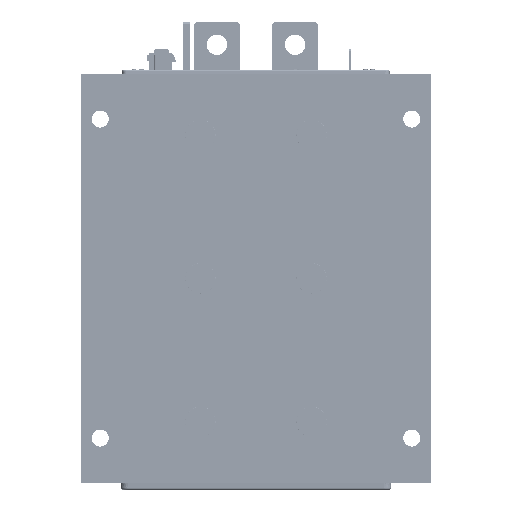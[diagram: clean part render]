
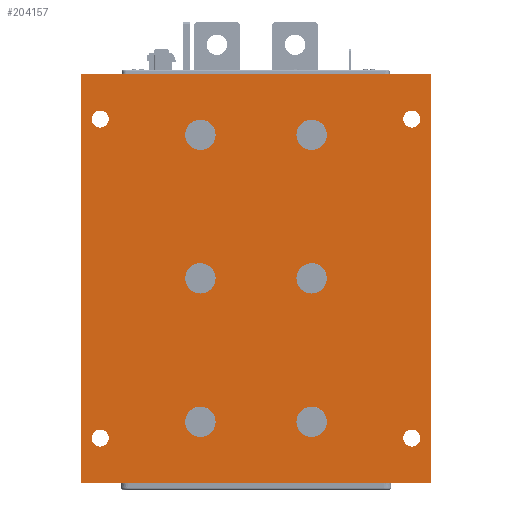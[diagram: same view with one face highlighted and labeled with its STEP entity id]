
A CAD part, front view. The second image highlights one B-rep face of the part: STEP entity #204157.
In plain terms, the highlighted planar face has unit normal (0, -1, 0).
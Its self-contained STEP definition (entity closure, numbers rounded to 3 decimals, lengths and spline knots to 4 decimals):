
#14226=DIRECTION('',(-1.,0.,0.));
#14227=VECTOR('',#14226,5.748);
#14228=CARTESIAN_POINT('',(2.874,0.,-3.3661));
#14229=LINE('',#14228,#14227);
#66261=DIRECTION('',(1.,0.,0.));
#66262=VECTOR('',#66261,5.748);
#66263=CARTESIAN_POINT('',(-2.874,0.,3.3661));
#66264=LINE('',#66263,#66262);
#68208=DIRECTION('',(0.,0.,-1.));
#68209=VECTOR('',#68208,6.7323);
#68210=CARTESIAN_POINT('',(2.874,0.,3.3661));
#68211=LINE('',#68210,#68209);
#68224=CARTESIAN_POINT('',(-2.565,0.,-2.6299));
#68225=DIRECTION('',(0.,-1.,0.));
#68226=DIRECTION('',(1.,0.,0.));
#68227=AXIS2_PLACEMENT_3D('',#68224,#68225,#68226);
#68229=CARTESIAN_POINT('',(-2.565,0.,-2.6299));
#68230=DIRECTION('',(0.,-1.,0.));
#68231=DIRECTION('',(-1.,0.,0.));
#68232=AXIS2_PLACEMENT_3D('',#68229,#68230,#68231);
#68234=CARTESIAN_POINT('',(-2.565,0.,2.622));
#68235=DIRECTION('',(0.,-1.,0.));
#68236=DIRECTION('',(1.,0.,0.));
#68237=AXIS2_PLACEMENT_3D('',#68234,#68235,#68236);
#68239=CARTESIAN_POINT('',(-2.565,0.,2.622));
#68240=DIRECTION('',(0.,-1.,0.));
#68241=DIRECTION('',(-1.,0.,0.));
#68242=AXIS2_PLACEMENT_3D('',#68239,#68240,#68241);
#68244=CARTESIAN_POINT('',(2.565,0.,2.622));
#68245=DIRECTION('',(0.,-1.,0.));
#68246=DIRECTION('',(1.,0.,0.));
#68247=AXIS2_PLACEMENT_3D('',#68244,#68245,#68246);
#68249=CARTESIAN_POINT('',(2.565,0.,2.622));
#68250=DIRECTION('',(0.,-1.,0.));
#68251=DIRECTION('',(-1.,0.,0.));
#68252=AXIS2_PLACEMENT_3D('',#68249,#68250,#68251);
#68254=CARTESIAN_POINT('',(2.565,0.,-2.6299));
#68255=DIRECTION('',(0.,-1.,0.));
#68256=DIRECTION('',(1.,0.,0.));
#68257=AXIS2_PLACEMENT_3D('',#68254,#68255,#68256);
#68259=CARTESIAN_POINT('',(2.565,0.,-2.6299));
#68260=DIRECTION('',(0.,-1.,0.));
#68261=DIRECTION('',(-1.,0.,0.));
#68262=AXIS2_PLACEMENT_3D('',#68259,#68260,#68261);
#68264=CARTESIAN_POINT('',(-0.9154,0.,0.));
#68265=DIRECTION('',(0.,-1.,0.));
#68266=DIRECTION('',(0.,0.,1.));
#68267=AXIS2_PLACEMENT_3D('',#68264,#68265,#68266);
#68269=CARTESIAN_POINT('',(-0.9154,0.,0.));
#68270=DIRECTION('',(0.,-1.,0.));
#68271=DIRECTION('',(0.,0.,-1.));
#68272=AXIS2_PLACEMENT_3D('',#68269,#68270,#68271);
#68274=CARTESIAN_POINT('',(0.9154,0.,0.));
#68275=DIRECTION('',(0.,-1.,0.));
#68276=DIRECTION('',(0.,0.,1.));
#68277=AXIS2_PLACEMENT_3D('',#68274,#68275,#68276);
#68279=CARTESIAN_POINT('',(0.9154,0.,0.));
#68280=DIRECTION('',(0.,-1.,0.));
#68281=DIRECTION('',(0.,0.,-1.));
#68282=AXIS2_PLACEMENT_3D('',#68279,#68280,#68281);
#68284=CARTESIAN_POINT('',(-0.9154,0.,-2.3622));
#68285=DIRECTION('',(0.,-1.,0.));
#68286=DIRECTION('',(0.,0.,1.));
#68287=AXIS2_PLACEMENT_3D('',#68284,#68285,#68286);
#68289=CARTESIAN_POINT('',(-0.9154,0.,-2.3622));
#68290=DIRECTION('',(0.,-1.,0.));
#68291=DIRECTION('',(0.,0.,-1.));
#68292=AXIS2_PLACEMENT_3D('',#68289,#68290,#68291);
#68294=CARTESIAN_POINT('',(0.9154,0.,-2.3622));
#68295=DIRECTION('',(0.,-1.,0.));
#68296=DIRECTION('',(0.,0.,1.));
#68297=AXIS2_PLACEMENT_3D('',#68294,#68295,#68296);
#68299=CARTESIAN_POINT('',(0.9154,0.,-2.3622));
#68300=DIRECTION('',(0.,-1.,0.));
#68301=DIRECTION('',(0.,0.,-1.));
#68302=AXIS2_PLACEMENT_3D('',#68299,#68300,#68301);
#68304=CARTESIAN_POINT('',(-0.9154,0.,2.3622));
#68305=DIRECTION('',(0.,-1.,0.));
#68306=DIRECTION('',(0.,0.,1.));
#68307=AXIS2_PLACEMENT_3D('',#68304,#68305,#68306);
#68309=CARTESIAN_POINT('',(-0.9154,0.,2.3622));
#68310=DIRECTION('',(0.,-1.,0.));
#68311=DIRECTION('',(0.,0.,-1.));
#68312=AXIS2_PLACEMENT_3D('',#68309,#68310,#68311);
#68314=CARTESIAN_POINT('',(0.9154,0.,2.3622));
#68315=DIRECTION('',(0.,-1.,0.));
#68316=DIRECTION('',(0.,0.,1.));
#68317=AXIS2_PLACEMENT_3D('',#68314,#68315,#68316);
#68319=CARTESIAN_POINT('',(0.9154,0.,2.3622));
#68320=DIRECTION('',(0.,-1.,0.));
#68321=DIRECTION('',(0.,0.,-1.));
#68322=AXIS2_PLACEMENT_3D('',#68319,#68320,#68321);
#68324=DIRECTION('',(0.,0.,1.));
#68325=VECTOR('',#68324,6.7323);
#68326=CARTESIAN_POINT('',(-2.874,0.,-3.3661));
#68327=LINE('',#68326,#68325);
#91634=CARTESIAN_POINT('',(-2.874,0.,-3.3661));
#91635=CARTESIAN_POINT('',(-2.874,0.,3.3661));
#91636=VERTEX_POINT('',#91634);
#91637=VERTEX_POINT('',#91635);
#91638=CARTESIAN_POINT('',(2.874,0.,-3.3661));
#91639=VERTEX_POINT('',#91638);
#91640=CARTESIAN_POINT('',(2.874,0.,3.3661));
#91641=VERTEX_POINT('',#91640);
#91642=CARTESIAN_POINT('',(-2.4252,0.,-2.6299));
#91643=CARTESIAN_POINT('',(-2.7047,0.,-2.6299));
#91644=VERTEX_POINT('',#91642);
#91645=VERTEX_POINT('',#91643);
#91646=CARTESIAN_POINT('',(-2.4252,0.,2.622));
#91647=CARTESIAN_POINT('',(-2.7047,0.,2.622));
#91648=VERTEX_POINT('',#91646);
#91649=VERTEX_POINT('',#91647);
#91650=CARTESIAN_POINT('',(2.7047,0.,2.622));
#91651=CARTESIAN_POINT('',(2.4252,0.,2.622));
#91652=VERTEX_POINT('',#91650);
#91653=VERTEX_POINT('',#91651);
#91654=CARTESIAN_POINT('',(2.7047,0.,-2.6299));
#91655=CARTESIAN_POINT('',(2.4252,0.,-2.6299));
#91656=VERTEX_POINT('',#91654);
#91657=VERTEX_POINT('',#91655);
#91658=CARTESIAN_POINT('',(-0.9154,0.,0.25));
#91659=CARTESIAN_POINT('',(-0.9154,0.,-0.25));
#91660=VERTEX_POINT('',#91658);
#91661=VERTEX_POINT('',#91659);
#91662=CARTESIAN_POINT('',(0.9154,0.,0.25));
#91663=CARTESIAN_POINT('',(0.9154,0.,-0.25));
#91664=VERTEX_POINT('',#91662);
#91665=VERTEX_POINT('',#91663);
#91666=CARTESIAN_POINT('',(-0.9154,0.,-2.1122));
#91667=CARTESIAN_POINT('',(-0.9154,0.,-2.6122));
#91668=VERTEX_POINT('',#91666);
#91669=VERTEX_POINT('',#91667);
#91670=CARTESIAN_POINT('',(0.9154,0.,-2.1122));
#91671=CARTESIAN_POINT('',(0.9154,0.,-2.6122));
#91672=VERTEX_POINT('',#91670);
#91673=VERTEX_POINT('',#91671);
#91674=CARTESIAN_POINT('',(-0.9154,0.,2.6122));
#91675=CARTESIAN_POINT('',(-0.9154,0.,2.1122));
#91676=VERTEX_POINT('',#91674);
#91677=VERTEX_POINT('',#91675);
#91678=CARTESIAN_POINT('',(0.9154,0.,2.6122));
#91679=CARTESIAN_POINT('',(0.9154,0.,2.1122));
#91680=VERTEX_POINT('',#91678);
#91681=VERTEX_POINT('',#91679);
#204085=CARTESIAN_POINT('',(0.,0.,0.));
#204086=DIRECTION('',(0.,1.,0.));
#204087=DIRECTION('',(1.,0.,0.));
#204088=AXIS2_PLACEMENT_3D('',#204085,#204086,#204087);
#204089=PLANE('',#204088);
#204091=ORIENTED_EDGE('',*,*,#204090,.T.);
#204092=ORIENTED_EDGE('',*,*,#200921,.T.);
#204093=ORIENTED_EDGE('',*,*,#204077,.T.);
#204094=ORIENTED_EDGE('',*,*,#120901,.T.);
#204095=EDGE_LOOP('',(#204091,#204092,#204093,#204094));
#204096=FACE_OUTER_BOUND('',#204095,.F.);
#204098=ORIENTED_EDGE('',*,*,#204097,.T.);
#204100=ORIENTED_EDGE('',*,*,#204099,.T.);
#204101=EDGE_LOOP('',(#204098,#204100));
#204102=FACE_BOUND('',#204101,.F.);
#204104=ORIENTED_EDGE('',*,*,#204103,.T.);
#204106=ORIENTED_EDGE('',*,*,#204105,.T.);
#204107=EDGE_LOOP('',(#204104,#204106));
#204108=FACE_BOUND('',#204107,.F.);
#204110=ORIENTED_EDGE('',*,*,#204109,.T.);
#204112=ORIENTED_EDGE('',*,*,#204111,.T.);
#204113=EDGE_LOOP('',(#204110,#204112));
#204114=FACE_BOUND('',#204113,.F.);
#204116=ORIENTED_EDGE('',*,*,#204115,.T.);
#204118=ORIENTED_EDGE('',*,*,#204117,.T.);
#204119=EDGE_LOOP('',(#204116,#204118));
#204120=FACE_BOUND('',#204119,.F.);
#204122=ORIENTED_EDGE('',*,*,#204121,.T.);
#204124=ORIENTED_EDGE('',*,*,#204123,.T.);
#204125=EDGE_LOOP('',(#204122,#204124));
#204126=FACE_BOUND('',#204125,.F.);
#204128=ORIENTED_EDGE('',*,*,#204127,.T.);
#204130=ORIENTED_EDGE('',*,*,#204129,.T.);
#204131=EDGE_LOOP('',(#204128,#204130));
#204132=FACE_BOUND('',#204131,.F.);
#204134=ORIENTED_EDGE('',*,*,#204133,.T.);
#204136=ORIENTED_EDGE('',*,*,#204135,.T.);
#204137=EDGE_LOOP('',(#204134,#204136));
#204138=FACE_BOUND('',#204137,.F.);
#204140=ORIENTED_EDGE('',*,*,#204139,.T.);
#204142=ORIENTED_EDGE('',*,*,#204141,.T.);
#204143=EDGE_LOOP('',(#204140,#204142));
#204144=FACE_BOUND('',#204143,.F.);
#204146=ORIENTED_EDGE('',*,*,#204145,.T.);
#204148=ORIENTED_EDGE('',*,*,#204147,.T.);
#204149=EDGE_LOOP('',(#204146,#204148));
#204150=FACE_BOUND('',#204149,.F.);
#204152=ORIENTED_EDGE('',*,*,#204151,.T.);
#204154=ORIENTED_EDGE('',*,*,#204153,.T.);
#204155=EDGE_LOOP('',(#204152,#204154));
#204156=FACE_BOUND('',#204155,.F.);
#204157=ADVANCED_FACE('',(#204096,#204102,#204108,#204114,#204120,#204126,
#204132,#204138,#204144,#204150,#204156),#204089,.F.);
#68228=CIRCLE('',#68227,0.1398);
#68233=CIRCLE('',#68232,0.1398);
#68238=CIRCLE('',#68237,0.1398);
#68243=CIRCLE('',#68242,0.1398);
#68248=CIRCLE('',#68247,0.1398);
#68253=CIRCLE('',#68252,0.1398);
#68258=CIRCLE('',#68257,0.1398);
#68263=CIRCLE('',#68262,0.1398);
#68268=CIRCLE('',#68267,0.25);
#68273=CIRCLE('',#68272,0.25);
#68278=CIRCLE('',#68277,0.25);
#68283=CIRCLE('',#68282,0.25);
#68288=CIRCLE('',#68287,0.25);
#68293=CIRCLE('',#68292,0.25);
#68298=CIRCLE('',#68297,0.25);
#68303=CIRCLE('',#68302,0.25);
#68308=CIRCLE('',#68307,0.25);
#68313=CIRCLE('',#68312,0.25);
#68318=CIRCLE('',#68317,0.25);
#68323=CIRCLE('',#68322,0.25);
#120901=EDGE_CURVE('',#91639,#91636,#14229,.T.);
#200921=EDGE_CURVE('',#91637,#91641,#66264,.T.);
#204077=EDGE_CURVE('',#91641,#91639,#68211,.T.);
#204090=EDGE_CURVE('',#91636,#91637,#68327,.T.);
#204097=EDGE_CURVE('',#91644,#91645,#68228,.T.);
#204099=EDGE_CURVE('',#91645,#91644,#68233,.T.);
#204103=EDGE_CURVE('',#91648,#91649,#68238,.T.);
#204105=EDGE_CURVE('',#91649,#91648,#68243,.T.);
#204109=EDGE_CURVE('',#91652,#91653,#68248,.T.);
#204111=EDGE_CURVE('',#91653,#91652,#68253,.T.);
#204115=EDGE_CURVE('',#91656,#91657,#68258,.T.);
#204117=EDGE_CURVE('',#91657,#91656,#68263,.T.);
#204121=EDGE_CURVE('',#91660,#91661,#68268,.T.);
#204123=EDGE_CURVE('',#91661,#91660,#68273,.T.);
#204127=EDGE_CURVE('',#91664,#91665,#68278,.T.);
#204129=EDGE_CURVE('',#91665,#91664,#68283,.T.);
#204133=EDGE_CURVE('',#91668,#91669,#68288,.T.);
#204135=EDGE_CURVE('',#91669,#91668,#68293,.T.);
#204139=EDGE_CURVE('',#91672,#91673,#68298,.T.);
#204141=EDGE_CURVE('',#91673,#91672,#68303,.T.);
#204145=EDGE_CURVE('',#91676,#91677,#68308,.T.);
#204147=EDGE_CURVE('',#91677,#91676,#68313,.T.);
#204151=EDGE_CURVE('',#91680,#91681,#68318,.T.);
#204153=EDGE_CURVE('',#91681,#91680,#68323,.T.);
